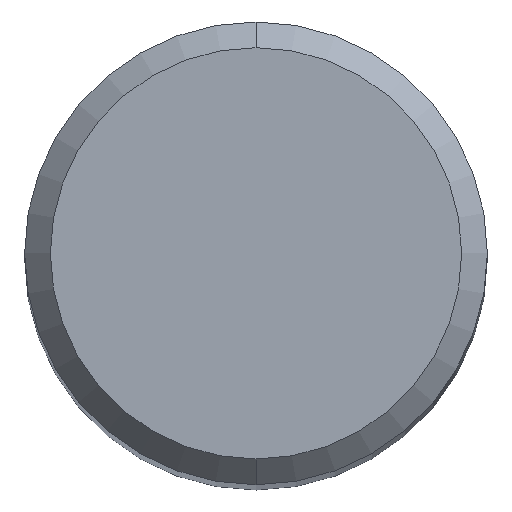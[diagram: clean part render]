
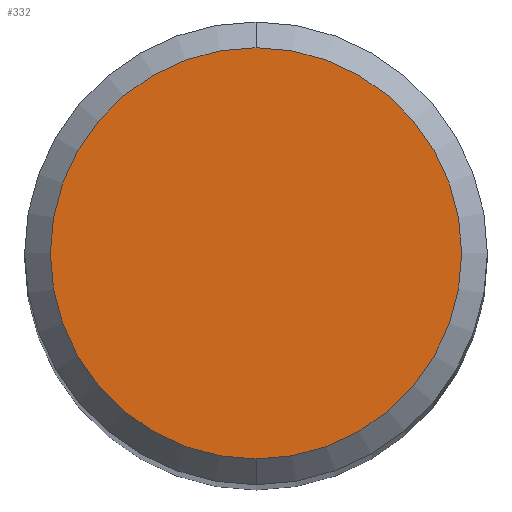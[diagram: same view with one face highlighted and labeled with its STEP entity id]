
A CAD part, top view. The second image highlights one B-rep face of the part: STEP entity #332.
In plain terms, the highlighted planar face has unit normal (0, 0, 1).
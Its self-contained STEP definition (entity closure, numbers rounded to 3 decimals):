
#210=VERTEX_POINT('',#516);
#332=ADVANCED_FACE('',(#648),#649,.T.);
#372=EDGE_CURVE('',#210,#444,#690,.T.);
#392=EDGE_CURVE('',#444,#210,#712,.T.);
#444=VERTEX_POINT('',#773);
#516=CARTESIAN_POINT('',(0.0,4.0,0.0));
#648=FACE_OUTER_BOUND('',#1150,.T.);
#649=PLANE('',#1151);
#690=CIRCLE('',#1267,4.0);
#712=CIRCLE('',#1324,4.0);
#773=CARTESIAN_POINT('',(0.,-4.0,0.0));
#1150=EDGE_LOOP('',(#1652,#1653));
#1151=AXIS2_PLACEMENT_3D('',#1654,#1655,#1656);
#1267=AXIS2_PLACEMENT_3D('',#1678,#1679,#1680);
#1324=AXIS2_PLACEMENT_3D('',#1704,#1705,#1706);
#1652=ORIENTED_EDGE('',*,*,#372,.F.);
#1653=ORIENTED_EDGE('',*,*,#392,.F.);
#1654=CARTESIAN_POINT('',(0.0,2.0,0.0));
#1655=DIRECTION('',(-0.0,0.0,1.0));
#1656=DIRECTION('',(0.0,-1.0,0.0));
#1678=CARTESIAN_POINT('',(0.0,0.0,0.0));
#1679=DIRECTION('',(0.0,0.0,-1.0));
#1680=DIRECTION('',(0.0,1.0,0.0));
#1704=CARTESIAN_POINT('',(0.0,0.0,0.0));
#1705=DIRECTION('',(0.0,0.0,-1.0));
#1706=DIRECTION('',(0.0,1.0,0.0));
